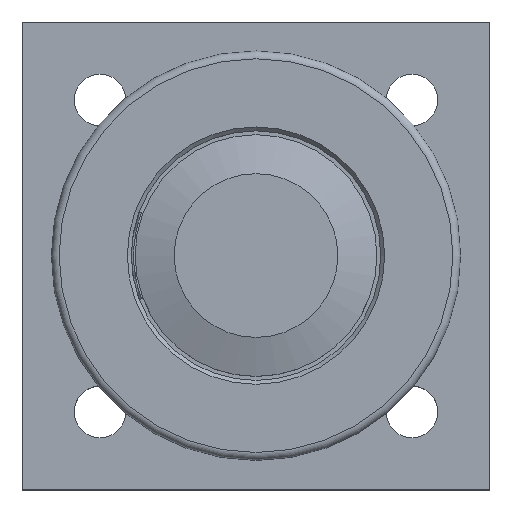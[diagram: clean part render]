
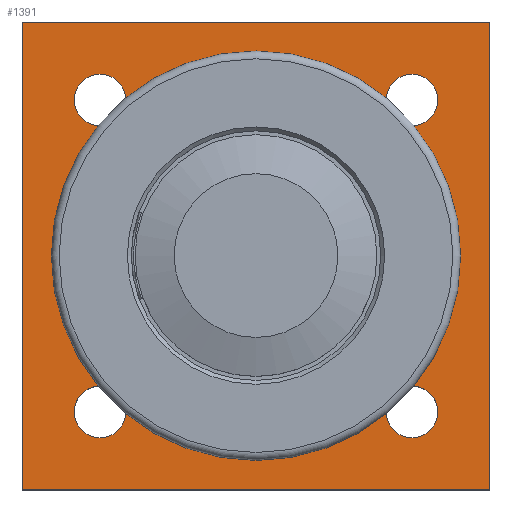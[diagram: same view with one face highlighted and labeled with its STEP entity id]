
A CAD part, top view. The second image highlights one B-rep face of the part: STEP entity #1391.
In plain terms, the highlighted planar face has unit normal (0, 0, 1).
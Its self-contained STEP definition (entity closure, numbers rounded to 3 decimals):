
#73=FACE_BOUND('',#236,.T.);
#74=FACE_BOUND('',#237,.T.);
#75=FACE_BOUND('',#238,.T.);
#76=FACE_BOUND('',#239,.T.);
#77=FACE_BOUND('',#240,.T.);
#143=FACE_OUTER_BOUND('',#235,.T.);
#235=EDGE_LOOP('',(#1218,#1219,#1220,#1221));
#236=EDGE_LOOP('',(#1222,#1223));
#237=EDGE_LOOP('',(#1224,#1225));
#238=EDGE_LOOP('',(#1226,#1227));
#239=EDGE_LOOP('',(#1228,#1229));
#240=EDGE_LOOP('',(#1230,#1231));
#317=LINE('',#2444,#397);
#321=LINE('',#2452,#401);
#324=LINE('',#2458,#404);
#327=LINE('',#2463,#407);
#397=VECTOR('',#2009,10.);
#401=VECTOR('',#2015,10.);
#404=VECTOR('',#2020,10.);
#407=VECTOR('',#2025,10.);
#502=CIRCLE('',#1558,17.5);
#503=CIRCLE('',#1559,17.5);
#507=CIRCLE('',#1569,3.324);
#508=CIRCLE('',#1570,3.324);
#510=CIRCLE('',#1573,3.324);
#511=CIRCLE('',#1574,3.324);
#513=CIRCLE('',#1577,3.324);
#514=CIRCLE('',#1578,3.324);
#516=CIRCLE('',#1581,3.324);
#517=CIRCLE('',#1582,3.324);
#641=VERTEX_POINT('',#2392);
#642=VERTEX_POINT('',#2394);
#645=VERTEX_POINT('',#2410);
#646=VERTEX_POINT('',#2411);
#648=VERTEX_POINT('',#2418);
#649=VERTEX_POINT('',#2419);
#651=VERTEX_POINT('',#2426);
#652=VERTEX_POINT('',#2427);
#654=VERTEX_POINT('',#2434);
#655=VERTEX_POINT('',#2435);
#657=VERTEX_POINT('',#2442);
#658=VERTEX_POINT('',#2443);
#661=VERTEX_POINT('',#2451);
#663=VERTEX_POINT('',#2457);
#826=EDGE_CURVE('',#642,#641,#502,.T.);
#827=EDGE_CURVE('',#641,#642,#503,.T.);
#833=EDGE_CURVE('',#645,#646,#507,.T.);
#834=EDGE_CURVE('',#646,#645,#508,.T.);
#837=EDGE_CURVE('',#648,#649,#510,.T.);
#838=EDGE_CURVE('',#649,#648,#511,.T.);
#841=EDGE_CURVE('',#651,#652,#513,.T.);
#842=EDGE_CURVE('',#652,#651,#514,.T.);
#845=EDGE_CURVE('',#654,#655,#516,.T.);
#846=EDGE_CURVE('',#655,#654,#517,.T.);
#849=EDGE_CURVE('',#657,#658,#317,.T.);
#853=EDGE_CURVE('',#658,#661,#321,.T.);
#856=EDGE_CURVE('',#661,#663,#324,.T.);
#859=EDGE_CURVE('',#663,#657,#327,.T.);
#1218=ORIENTED_EDGE('',*,*,#849,.F.);
#1219=ORIENTED_EDGE('',*,*,#859,.F.);
#1220=ORIENTED_EDGE('',*,*,#856,.F.);
#1221=ORIENTED_EDGE('',*,*,#853,.F.);
#1222=ORIENTED_EDGE('',*,*,#826,.T.);
#1223=ORIENTED_EDGE('',*,*,#827,.T.);
#1224=ORIENTED_EDGE('',*,*,#833,.T.);
#1225=ORIENTED_EDGE('',*,*,#834,.T.);
#1226=ORIENTED_EDGE('',*,*,#837,.T.);
#1227=ORIENTED_EDGE('',*,*,#838,.T.);
#1228=ORIENTED_EDGE('',*,*,#841,.T.);
#1229=ORIENTED_EDGE('',*,*,#842,.T.);
#1230=ORIENTED_EDGE('',*,*,#845,.T.);
#1231=ORIENTED_EDGE('',*,*,#846,.T.);
#1325=PLANE('',#1590);
#1391=ADVANCED_FACE('',(#143,#73,#74,#75,#76,#77),#1325,.T.);
#1558=AXIS2_PLACEMENT_3D('',#2395,#1949,#1950);
#1559=AXIS2_PLACEMENT_3D('',#2396,#1951,#1952);
#1569=AXIS2_PLACEMENT_3D('',#2412,#1973,#1974);
#1570=AXIS2_PLACEMENT_3D('',#2413,#1975,#1976);
#1573=AXIS2_PLACEMENT_3D('',#2420,#1982,#1983);
#1574=AXIS2_PLACEMENT_3D('',#2421,#1984,#1985);
#1577=AXIS2_PLACEMENT_3D('',#2428,#1991,#1992);
#1578=AXIS2_PLACEMENT_3D('',#2429,#1993,#1994);
#1581=AXIS2_PLACEMENT_3D('',#2436,#2000,#2001);
#1582=AXIS2_PLACEMENT_3D('',#2437,#2002,#2003);
#1590=AXIS2_PLACEMENT_3D('',#2468,#2031,#2032);
#1949=DIRECTION('center_axis',(0.,0.,-1.));
#1950=DIRECTION('ref_axis',(0.,1.,0.));
#1951=DIRECTION('center_axis',(0.,0.,-1.));
#1952=DIRECTION('ref_axis',(0.,1.,0.));
#1973=DIRECTION('center_axis',(0.,0.,-1.));
#1974=DIRECTION('ref_axis',(1.,0.,0.));
#1975=DIRECTION('center_axis',(0.,0.,-1.));
#1976=DIRECTION('ref_axis',(1.,0.,0.));
#1982=DIRECTION('center_axis',(0.,0.,-1.));
#1983=DIRECTION('ref_axis',(1.,0.,0.));
#1984=DIRECTION('center_axis',(0.,0.,-1.));
#1985=DIRECTION('ref_axis',(1.,0.,0.));
#1991=DIRECTION('center_axis',(0.,0.,-1.));
#1992=DIRECTION('ref_axis',(1.,0.,0.));
#1993=DIRECTION('center_axis',(0.,0.,-1.));
#1994=DIRECTION('ref_axis',(1.,0.,0.));
#2000=DIRECTION('center_axis',(0.,0.,-1.));
#2001=DIRECTION('ref_axis',(1.,0.,0.));
#2002=DIRECTION('center_axis',(0.,0.,-1.));
#2003=DIRECTION('ref_axis',(1.,0.,0.));
#2009=DIRECTION('',(0.,1.,0.));
#2015=DIRECTION('',(1.,0.,0.));
#2020=DIRECTION('',(0.,-1.,0.));
#2025=DIRECTION('',(-1.,0.,0.));
#2031=DIRECTION('center_axis',(0.,0.,1.));
#2032=DIRECTION('ref_axis',(1.,0.,0.));
#2392=CARTESIAN_POINT('',(30.,12.5,10.));
#2394=CARTESIAN_POINT('',(30.,47.5,10.));
#2395=CARTESIAN_POINT('Origin',(30.,30.,10.));
#2396=CARTESIAN_POINT('Origin',(30.,30.,10.));
#2410=CARTESIAN_POINT('',(13.324,10.,10.));
#2411=CARTESIAN_POINT('',(6.676,10.,10.));
#2412=CARTESIAN_POINT('Origin',(10.,10.,10.));
#2413=CARTESIAN_POINT('Origin',(10.,10.,10.));
#2418=CARTESIAN_POINT('',(53.324,10.,10.));
#2419=CARTESIAN_POINT('',(46.677,10.,10.));
#2420=CARTESIAN_POINT('Origin',(50.,10.,10.));
#2421=CARTESIAN_POINT('Origin',(50.,10.,10.));
#2426=CARTESIAN_POINT('',(53.324,50.,10.));
#2427=CARTESIAN_POINT('',(46.677,50.,10.));
#2428=CARTESIAN_POINT('Origin',(50.,50.,10.));
#2429=CARTESIAN_POINT('Origin',(50.,50.,10.));
#2434=CARTESIAN_POINT('',(13.324,50.,10.));
#2435=CARTESIAN_POINT('',(6.676,50.,10.));
#2436=CARTESIAN_POINT('Origin',(10.,50.,10.));
#2437=CARTESIAN_POINT('Origin',(10.,50.,10.));
#2442=CARTESIAN_POINT('',(0.,0.,10.));
#2443=CARTESIAN_POINT('',(0.,60.,10.));
#2444=CARTESIAN_POINT('',(0.,60.,10.));
#2451=CARTESIAN_POINT('',(60.,60.,10.));
#2452=CARTESIAN_POINT('',(60.,60.,10.));
#2457=CARTESIAN_POINT('',(60.,0.,10.));
#2458=CARTESIAN_POINT('',(60.,0.,10.));
#2463=CARTESIAN_POINT('',(0.,0.,10.));
#2468=CARTESIAN_POINT('Origin',(30.,30.,10.));
